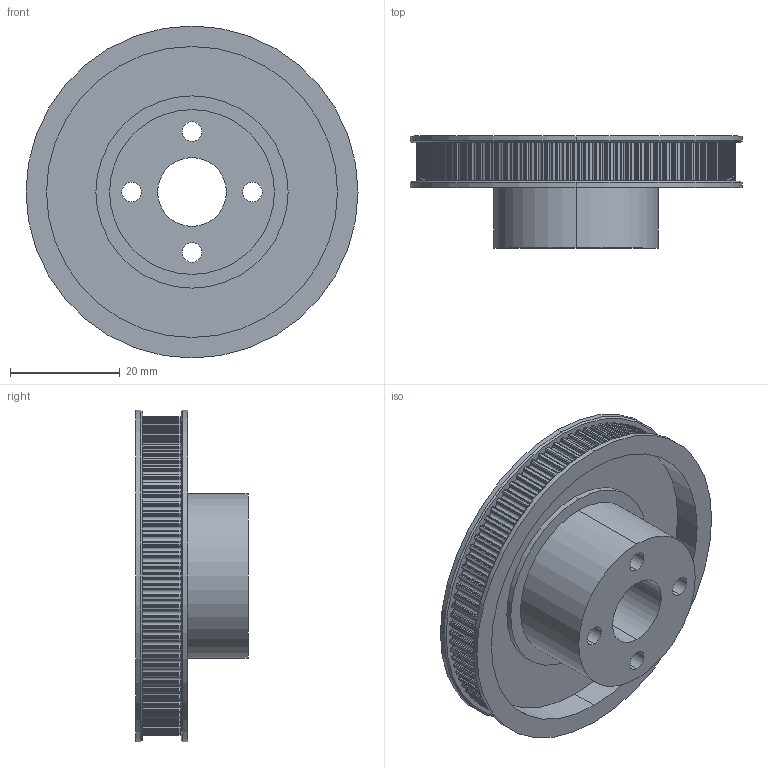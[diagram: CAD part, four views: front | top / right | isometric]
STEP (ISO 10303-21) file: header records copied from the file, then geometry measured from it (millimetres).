
FILE_DESCRIPTION(('FreeCAD Model'),'2;1');
FILE_NAME('Open CASCADE Shape Model','2021-05-11T11:40:41',('Author'),( ''),'Open CASCADE STEP processor 7.5','FreeCAD','Unknown');
FILE_SCHEMA(('AUTOMOTIVE_DESIGN { 1 0 10303 214 1 1 1 1 }'));
Products named in the file (1): GT2 Pulley - 92 teeth - J2_GT2 Pulley - Parametric
Bounding box: 60.46 x 20.4 x 60.46 mm (x, y, z)
Volume: 22137.4 mm3; surface area: 12268.3 mm2
Topology: 1 solids, 1 shells, 852 faces, 2531 edges, 1686 vertices
Faces by surface type: cylinder 841, plane 7, cone 4
Entity records: 65059 total; most frequent: CARTESIAN_POINT 15142, DIRECTION 10150, ORIENTED_EDGE 5062, PCURVE 5062, DEFINITIONAL_REPRESENTATION 5062, LINE 4225, VECTOR 4225, AXIS2_PLACEMENT_3D 2539
